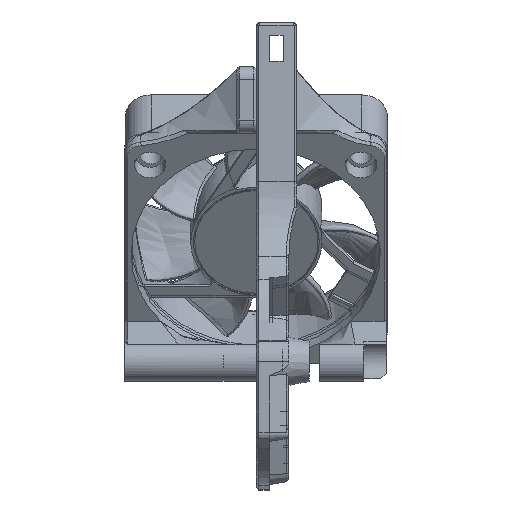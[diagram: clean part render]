
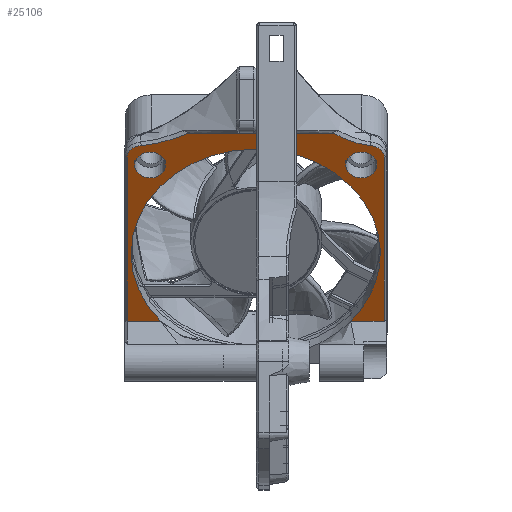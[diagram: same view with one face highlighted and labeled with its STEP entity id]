
A CAD part, front view. The second image highlights one B-rep face of the part: STEP entity #25106.
In plain terms, the highlighted planar face has unit normal (0, -0.839, -0.545).
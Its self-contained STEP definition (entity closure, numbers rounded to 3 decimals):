
#274=B_SPLINE_CURVE_WITH_KNOTS('',3,(#45065,#45066,#45067,#45068),
 .UNSPECIFIED.,.F.,.F.,(4,4),(0.042,0.048),
 .UNSPECIFIED.);
#286=B_SPLINE_CURVE_WITH_KNOTS('',3,(#45234,#45235,#45236,#45237),
 .UNSPECIFIED.,.F.,.F.,(4,4),(0.,0.006),.UNSPECIFIED.);
#296=B_SPLINE_CURVE_WITH_KNOTS('',3,(#45385,#45386,#45387,#45388,#45389,
#45390,#45391,#45392,#45393,#45394,#45395),.UNSPECIFIED.,.F.,.F.,(4,2,2,
3,4),(-12.198,-12.143,-11.702,-11.507,
-11.496),.UNSPECIFIED.);
#299=B_SPLINE_CURVE_WITH_KNOTS('',3,(#45438,#45439,#45440,#45441,#45442,
#45443,#45444,#45445,#45446),.UNSPECIFIED.,.F.,.F.,(4,2,3,4),(0.493,
0.77,1.266,1.279),.UNSPECIFIED.);
#923=FACE_BOUND('',#4546,.T.);
#924=FACE_BOUND('',#4547,.T.);
#1575=PLANE('',#27684);
#2968=FACE_OUTER_BOUND('',#4545,.T.);
#4545=EDGE_LOOP('',(#22817,#22818,#22819,#22820,#22821,#22822,#22823,#22824,
#22825,#22826,#22827,#22828,#22829));
#4546=EDGE_LOOP('',(#22830));
#4547=EDGE_LOOP('',(#22831));
#6735=LINE('',#45012,#8963);
#6762=LINE('',#45192,#8990);
#6781=LINE('',#45451,#9009);
#6782=LINE('',#45453,#9010);
#6783=LINE('',#45458,#9011);
#8963=VECTOR('',#34602,10.);
#8990=VECTOR('',#34667,10.);
#9009=VECTOR('',#34728,10.);
#9010=VECTOR('',#34729,10.);
#9011=VECTOR('',#34734,10.);
#10185=CIRCLE('',#27685,2.1);
#10186=CIRCLE('',#27686,19.);
#10187=CIRCLE('',#27687,19.);
#10188=CIRCLE('',#27688,2.1);
#10189=CIRCLE('',#27689,2.35);
#10190=CIRCLE('',#27690,2.35);
#12247=VERTEX_POINT('',#45009);
#12248=VERTEX_POINT('',#45011);
#12256=VERTEX_POINT('',#45057);
#12257=VERTEX_POINT('',#45064);
#12280=VERTEX_POINT('',#45186);
#12283=VERTEX_POINT('',#45220);
#12303=VERTEX_POINT('',#45384);
#12304=VERTEX_POINT('',#45427);
#12305=VERTEX_POINT('',#45448);
#12306=VERTEX_POINT('',#45450);
#12307=VERTEX_POINT('',#45452);
#12308=VERTEX_POINT('',#45454);
#12309=VERTEX_POINT('',#45457);
#12310=VERTEX_POINT('',#45460);
#12311=VERTEX_POINT('',#45462);
#15757=EDGE_CURVE('',#12247,#12248,#6735,.T.);
#15769=EDGE_CURVE('',#12257,#12256,#274,.T.);
#15803=EDGE_CURVE('',#12256,#12280,#6762,.T.);
#15806=EDGE_CURVE('',#12283,#12280,#286,.F.);
#15840=EDGE_CURVE('',#12257,#12303,#296,.F.);
#15843=EDGE_CURVE('',#12304,#12283,#299,.T.);
#15844=EDGE_CURVE('',#12305,#12304,#10185,.T.);
#15845=EDGE_CURVE('',#12306,#12305,#6781,.T.);
#15846=EDGE_CURVE('',#12306,#12307,#6782,.T.);
#15847=EDGE_CURVE('',#12307,#12308,#10186,.T.);
#15848=EDGE_CURVE('',#12308,#12248,#10187,.T.);
#15849=EDGE_CURVE('',#12309,#12247,#6783,.T.);
#15850=EDGE_CURVE('',#12303,#12309,#10188,.T.);
#15851=EDGE_CURVE('',#12310,#12310,#10189,.T.);
#15852=EDGE_CURVE('',#12311,#12311,#10190,.T.);
#22817=ORIENTED_EDGE('',*,*,#15844,.F.);
#22818=ORIENTED_EDGE('',*,*,#15845,.F.);
#22819=ORIENTED_EDGE('',*,*,#15846,.T.);
#22820=ORIENTED_EDGE('',*,*,#15847,.T.);
#22821=ORIENTED_EDGE('',*,*,#15848,.T.);
#22822=ORIENTED_EDGE('',*,*,#15757,.F.);
#22823=ORIENTED_EDGE('',*,*,#15849,.F.);
#22824=ORIENTED_EDGE('',*,*,#15850,.F.);
#22825=ORIENTED_EDGE('',*,*,#15840,.F.);
#22826=ORIENTED_EDGE('',*,*,#15769,.T.);
#22827=ORIENTED_EDGE('',*,*,#15803,.T.);
#22828=ORIENTED_EDGE('',*,*,#15806,.F.);
#22829=ORIENTED_EDGE('',*,*,#15843,.F.);
#22830=ORIENTED_EDGE('',*,*,#15851,.T.);
#22831=ORIENTED_EDGE('',*,*,#15852,.T.);
#25106=ADVANCED_FACE('',(#2968,#923,#924),#1575,.F.);
#27684=AXIS2_PLACEMENT_3D('',#45447,#34724,#34725);
#27685=AXIS2_PLACEMENT_3D('',#45449,#34726,#34727);
#27686=AXIS2_PLACEMENT_3D('',#45455,#34730,#34731);
#27687=AXIS2_PLACEMENT_3D('',#45456,#34732,#34733);
#27688=AXIS2_PLACEMENT_3D('',#45459,#34735,#34736);
#27689=AXIS2_PLACEMENT_3D('',#45461,#34737,#34738);
#27690=AXIS2_PLACEMENT_3D('',#45463,#34739,#34740);
#34602=DIRECTION('',(-1.,0.,0.));
#34667=DIRECTION('',(-1.,0.,0.));
#34724=DIRECTION('center_axis',(0.,0.839,0.545));
#34725=DIRECTION('ref_axis',(-1.,0.,0.));
#34726=DIRECTION('center_axis',(0.,0.839,0.545));
#34727=DIRECTION('ref_axis',(-0.707,-0.385,0.593));
#34728=DIRECTION('',(0.,-0.545,0.839));
#34729=DIRECTION('',(1.,0.,0.));
#34730=DIRECTION('center_axis',(0.,0.839,0.545));
#34731=DIRECTION('ref_axis',(-1.,0.,0.));
#34732=DIRECTION('center_axis',(0.,0.839,0.545));
#34733=DIRECTION('ref_axis',(-1.,0.,0.));
#34734=DIRECTION('',(0.,0.545,-0.839));
#34735=DIRECTION('center_axis',(0.,0.839,0.545));
#34736=DIRECTION('ref_axis',(0.707,-0.385,0.593));
#34737=DIRECTION('center_axis',(0.,0.839,0.545));
#34738=DIRECTION('ref_axis',(-1.,0.,0.));
#34739=DIRECTION('center_axis',(0.,0.839,0.545));
#34740=DIRECTION('ref_axis',(-1.,0.,0.));
#45009=CARTESIAN_POINT('',(13.027,-194.125,6.148));
#45011=CARTESIAN_POINT('',(7.909,-194.125,6.148));
#45012=CARTESIAN_POINT('',(13.427,-194.125,6.148));
#45057=CARTESIAN_POINT('',(5.142,-212.756,34.838));
#45064=CARTESIAN_POINT('',(5.158,-212.786,34.883));
#45065=CARTESIAN_POINT('Ctrl Pts',(5.158,-212.786,34.883));
#45066=CARTESIAN_POINT('Ctrl Pts',(5.153,-212.776,34.868));
#45067=CARTESIAN_POINT('Ctrl Pts',(5.147,-212.766,34.853));
#45068=CARTESIAN_POINT('Ctrl Pts',(5.142,-212.756,34.838));
#45186=CARTESIAN_POINT('',(-16.613,-212.756,34.838));
#45192=CARTESIAN_POINT('',(-8.036,-212.756,34.838));
#45220=CARTESIAN_POINT('',(-16.631,-212.789,34.889));
#45234=CARTESIAN_POINT('Ctrl Pts',(-16.613,-212.756,
34.838));
#45235=CARTESIAN_POINT('Ctrl Pts',(-16.619,-212.767,
34.855));
#45236=CARTESIAN_POINT('Ctrl Pts',(-16.625,-212.778,
34.872));
#45237=CARTESIAN_POINT('Ctrl Pts',(-16.631,-212.789,
34.889));
#45384=CARTESIAN_POINT('',(10.896,-211.499,32.902));
#45385=CARTESIAN_POINT('Ctrl Pts',(10.896,-211.499,32.902));
#45386=CARTESIAN_POINT('Ctrl Pts',(10.736,-211.513,32.924));
#45387=CARTESIAN_POINT('Ctrl Pts',(10.576,-211.529,32.948));
#45388=CARTESIAN_POINT('Ctrl Pts',(9.134,-211.69,33.197));
#45389=CARTESIAN_POINT('Ctrl Pts',(7.91,-211.943,33.587));
#45390=CARTESIAN_POINT('Ctrl Pts',(6.235,-212.42,34.32));
#45391=CARTESIAN_POINT('Ctrl Pts',(5.732,-212.582,34.569));
#45392=CARTESIAN_POINT('Ctrl Pts',(5.241,-212.756,34.838));
#45393=CARTESIAN_POINT('Ctrl Pts',(5.213,-212.766,34.853));
#45394=CARTESIAN_POINT('Ctrl Pts',(5.186,-212.776,34.868));
#45395=CARTESIAN_POINT('Ctrl Pts',(5.158,-212.786,34.883));
#45427=CARTESIAN_POINT('',(-24.048,-211.499,32.902));
#45438=CARTESIAN_POINT('Ctrl Pts',(-24.048,-211.499,
32.902));
#45439=CARTESIAN_POINT('Ctrl Pts',(-23.147,-211.561,
32.998));
#45440=CARTESIAN_POINT('Ctrl Pts',(-22.25,-211.658,33.147));
#45441=CARTESIAN_POINT('Ctrl Pts',(-19.76,-212.02,
33.704));
#45442=CARTESIAN_POINT('Ctrl Pts',(-18.224,-212.351,
34.214));
#45443=CARTESIAN_POINT('Ctrl Pts',(-16.752,-212.756,
34.838));
#45444=CARTESIAN_POINT('Ctrl Pts',(-16.712,-212.767,
34.855));
#45445=CARTESIAN_POINT('Ctrl Pts',(-16.671,-212.778,
34.872));
#45446=CARTESIAN_POINT('Ctrl Pts',(-16.631,-212.789,34.889));
#45447=CARTESIAN_POINT('Origin',(-6.573,-200.824,16.464));
#45448=CARTESIAN_POINT('',(-26.173,-210.355,31.141));
#45449=CARTESIAN_POINT('Origin',(-24.073,-210.355,31.141));
#45450=CARTESIAN_POINT('',(-26.173,-194.125,6.148));
#45451=CARTESIAN_POINT('',(-26.173,-203.67,20.847));
#45452=CARTESIAN_POINT('',(-21.054,-194.125,6.148));
#45453=CARTESIAN_POINT('',(-26.573,-194.125,6.148));
#45454=CARTESIAN_POINT('',(12.427,-200.824,16.464));
#45455=CARTESIAN_POINT('Origin',(-6.573,-200.824,16.464));
#45456=CARTESIAN_POINT('Origin',(-6.573,-200.824,16.464));
#45457=CARTESIAN_POINT('',(13.027,-210.355,31.141));
#45458=CARTESIAN_POINT('',(13.027,-204.909,22.754));
#45459=CARTESIAN_POINT('Origin',(10.927,-210.355,31.141));
#45460=CARTESIAN_POINT('',(11.877,-209.592,29.966));
#45461=CARTESIAN_POINT('Origin',(9.527,-209.592,29.966));
#45462=CARTESIAN_POINT('',(-20.323,-209.592,29.966));
#45463=CARTESIAN_POINT('Origin',(-22.673,-209.592,29.966));
